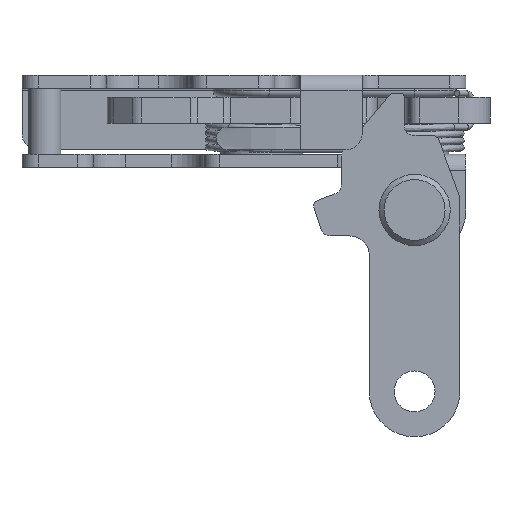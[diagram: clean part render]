
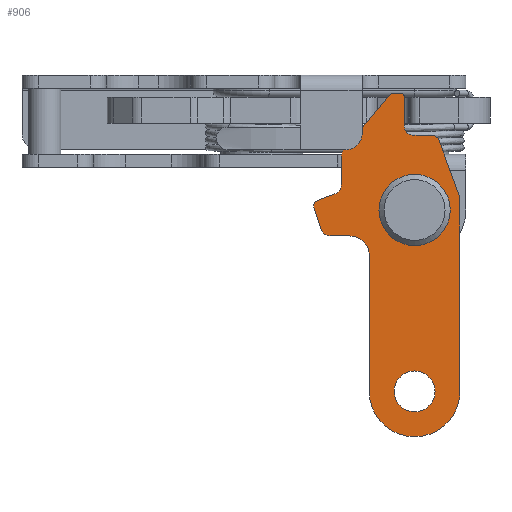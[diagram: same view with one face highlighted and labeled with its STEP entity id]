
A CAD part, front view. The second image highlights one B-rep face of the part: STEP entity #906.
In plain terms, the highlighted planar face has unit normal (0, -1, 0).
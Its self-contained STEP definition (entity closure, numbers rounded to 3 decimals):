
#906=ADVANCED_FACE('',(#1822,#1823,#1824),#1825,.T.);
#1822=FACE_OUTER_BOUND('',#3855,.T.);
#1823=FACE_BOUND('',#3856,.T.);
#1824=FACE_BOUND('',#3857,.T.);
#1825=PLANE('',#3858);
#3855=EDGE_LOOP('',(#6166,#6167,#6168,#6169,#6170,#6171,#6172,#6173,#6174,#6175,#6176,#6177,#6178,#6179,#6180,#6181,#6182,#6183,#6184,#6185,#6186,#6187));
#3856=EDGE_LOOP('',(#6188));
#3857=EDGE_LOOP('',(#6189));
#3858=AXIS2_PLACEMENT_3D('',#6190,#6191,#6192);
#6166=ORIENTED_EDGE('',*,*,#7017,.F.);
#6167=ORIENTED_EDGE('',*,*,#7088,.F.);
#6168=ORIENTED_EDGE('',*,*,#7084,.F.);
#6169=ORIENTED_EDGE('',*,*,#7080,.F.);
#6170=ORIENTED_EDGE('',*,*,#7076,.F.);
#6171=ORIENTED_EDGE('',*,*,#7072,.F.);
#6172=ORIENTED_EDGE('',*,*,#7068,.F.);
#6173=ORIENTED_EDGE('',*,*,#7064,.F.);
#6174=ORIENTED_EDGE('',*,*,#7060,.F.);
#6175=ORIENTED_EDGE('',*,*,#7056,.F.);
#6176=ORIENTED_EDGE('',*,*,#7052,.F.);
#6177=ORIENTED_EDGE('',*,*,#7048,.F.);
#6178=ORIENTED_EDGE('',*,*,#7044,.F.);
#6179=ORIENTED_EDGE('',*,*,#7040,.F.);
#6180=ORIENTED_EDGE('',*,*,#7036,.F.);
#6181=ORIENTED_EDGE('',*,*,#7032,.F.);
#6182=ORIENTED_EDGE('',*,*,#7028,.F.);
#6183=ORIENTED_EDGE('',*,*,#7024,.F.);
#6184=ORIENTED_EDGE('',*,*,#7020,.F.);
#6185=ORIENTED_EDGE('',*,*,#7008,.F.);
#6186=ORIENTED_EDGE('',*,*,#7004,.F.);
#6187=ORIENTED_EDGE('',*,*,#7013,.F.);
#6188=ORIENTED_EDGE('',*,*,#7090,.T.);
#6189=ORIENTED_EDGE('',*,*,#7093,.T.);
#6190=CARTESIAN_POINT('',(23.6,-40.,-48.8));
#6191=DIRECTION('',(0.,-1.0,0.));
#6192=DIRECTION('',(0.,0.,1.0));
#7004=EDGE_CURVE('',#8293,#8295,#8296,.T.);
#7008=EDGE_CURVE('',#8295,#8301,#8302,.T.);
#7013=EDGE_CURVE('',#8307,#8293,#8309,.T.);
#7017=EDGE_CURVE('',#8313,#8307,#8315,.T.);
#7020=EDGE_CURVE('',#8301,#8319,#8320,.T.);
#7024=EDGE_CURVE('',#8319,#8325,#8326,.T.);
#7028=EDGE_CURVE('',#8325,#8331,#8332,.T.);
#7032=EDGE_CURVE('',#8331,#8337,#8338,.T.);
#7036=EDGE_CURVE('',#8337,#8343,#8344,.T.);
#7040=EDGE_CURVE('',#8343,#8349,#8350,.T.);
#7044=EDGE_CURVE('',#8349,#8355,#8356,.T.);
#7048=EDGE_CURVE('',#8355,#8361,#8362,.T.);
#7052=EDGE_CURVE('',#8361,#8367,#8368,.T.);
#7056=EDGE_CURVE('',#8367,#8373,#8374,.T.);
#7060=EDGE_CURVE('',#8373,#8379,#8380,.T.);
#7064=EDGE_CURVE('',#8379,#8385,#8386,.T.);
#7068=EDGE_CURVE('',#8385,#8391,#8392,.T.);
#7072=EDGE_CURVE('',#8391,#8397,#8398,.T.);
#7076=EDGE_CURVE('',#8397,#8403,#8404,.T.);
#7080=EDGE_CURVE('',#8403,#8409,#8410,.T.);
#7084=EDGE_CURVE('',#8409,#8415,#8416,.T.);
#7088=EDGE_CURVE('',#8415,#8313,#8420,.T.);
#7090=EDGE_CURVE('',#8422,#8422,#8423,.T.);
#7093=EDGE_CURVE('',#8427,#8427,#8428,.T.);
#8293=VERTEX_POINT('',#10172);
#8295=VERTEX_POINT('',#10175);
#8296=CIRCLE('',#10176,3.0);
#8301=VERTEX_POINT('',#10183);
#8302=LINE('',#10184,#10185);
#8307=VERTEX_POINT('',#10192);
#8309=LINE('',#10195,#10196);
#8313=VERTEX_POINT('',#10200);
#8315=CIRCLE('',#10203,7.0);
#8319=VERTEX_POINT('',#10207);
#8320=CIRCLE('',#10208,1.5);
#8325=VERTEX_POINT('',#10215);
#8326=LINE('',#10216,#10217);
#8331=VERTEX_POINT('',#10223);
#8332=CIRCLE('',#10224,1.0);
#8337=VERTEX_POINT('',#10231);
#8338=LINE('',#10232,#10233);
#8343=VERTEX_POINT('',#10239);
#8344=CIRCLE('',#10240,1.5);
#8349=VERTEX_POINT('',#10247);
#8350=LINE('',#10248,#10249);
#8355=VERTEX_POINT('',#10255);
#8356=CIRCLE('',#10256,1.5);
#8361=VERTEX_POINT('',#10263);
#8362=LINE('',#10264,#10265);
#8367=VERTEX_POINT('',#10271);
#8368=CIRCLE('',#10272,0.5);
#8373=VERTEX_POINT('',#10279);
#8374=LINE('',#10280,#10281);
#8379=VERTEX_POINT('',#10287);
#8380=CIRCLE('',#10288,0.5);
#8385=VERTEX_POINT('',#10295);
#8386=LINE('',#10296,#10297);
#8391=VERTEX_POINT('',#10303);
#8392=CIRCLE('',#10304,1.5);
#8397=VERTEX_POINT('',#10311);
#8398=LINE('',#10312,#10313);
#8403=VERTEX_POINT('',#10319);
#8404=CIRCLE('',#10320,1.0);
#8409=VERTEX_POINT('',#10327);
#8410=LINE('',#10328,#10329);
#8415=VERTEX_POINT('',#10335);
#8416=CIRCLE('',#10336,1.0);
#8420=LINE('',#10342,#10343);
#8422=VERTEX_POINT('',#10345);
#8423=CIRCLE('',#10346,3.15);
#8427=VERTEX_POINT('',#10350);
#8428=CIRCLE('',#10351,3.5);
#10172=CARTESIAN_POINT('',(16.6,-40.,-27.8));
#10175=CARTESIAN_POINT('',(13.6,-40.0,-24.8));
#10176=AXIS2_PLACEMENT_3D('',#11411,#11412,#11413);
#10183=CARTESIAN_POINT('',(10.6,-40.0,-24.8));
#10184=CARTESIAN_POINT('',(13.6,-40.0,-24.8));
#10185=VECTOR('',#11416,1.0);
#10192=CARTESIAN_POINT('',(16.6,-40.,-48.8));
#10195=CARTESIAN_POINT('',(16.6,-40.,-48.8));
#10196=VECTOR('',#11420,1.0);
#10200=CARTESIAN_POINT('',(30.6,-40.,-48.8));
#10203=AXIS2_PLACEMENT_3D('',#11425,#11426,#11427);
#10207=CARTESIAN_POINT('',(9.177,-40.0,-23.773));
#10208=AXIS2_PLACEMENT_3D('',#11431,#11432,#11433);
#10215=CARTESIAN_POINT('',(8.094,-40.0,-20.515));
#10216=CARTESIAN_POINT('',(9.177,-40.0,-23.773));
#10217=VECTOR('',#11436,1.0);
#10223=CARTESIAN_POINT('',(8.701,-40.0,-19.26));
#10224=AXIS2_PLACEMENT_3D('',#11441,#11442,#11443);
#10231=CARTESIAN_POINT('',(11.313,-40.0,-18.31));
#10232=CARTESIAN_POINT('',(8.701,-40.0,-19.26));
#10233=VECTOR('',#11446,1.0);
#10239=CARTESIAN_POINT('',(12.3,-40.0,-16.9));
#10240=AXIS2_PLACEMENT_3D('',#11451,#11452,#11453);
#10247=CARTESIAN_POINT('',(12.3,-40.0,-12.5));
#10248=CARTESIAN_POINT('',(12.3,-40.0,-16.9));
#10249=VECTOR('',#11456,1.0);
#10255=CARTESIAN_POINT('',(12.651,-40.0,-11.536));
#10256=AXIS2_PLACEMENT_3D('',#11461,#11462,#11463);
#10263=CARTESIAN_POINT('',(19.831,-40.,-2.979));
#10264=CARTESIAN_POINT('',(12.651,-40.0,-11.536));
#10265=VECTOR('',#11466,1.0);
#10271=CARTESIAN_POINT('',(20.214,-40.,-2.8));
#10272=AXIS2_PLACEMENT_3D('',#11471,#11472,#11473);
#10279=CARTESIAN_POINT('',(21.5,-40.,-2.8));
#10280=CARTESIAN_POINT('',(20.214,-40.,-2.8));
#10281=VECTOR('',#11476,1.0);
#10287=CARTESIAN_POINT('',(22.,-40.,-3.3));
#10288=AXIS2_PLACEMENT_3D('',#11481,#11482,#11483);
#10295=CARTESIAN_POINT('',(22.,-40.,-7.8));
#10296=CARTESIAN_POINT('',(22.,-40.,-3.3));
#10297=VECTOR('',#11486,1.0);
#10303=CARTESIAN_POINT('',(23.5,-40.,-9.3));
#10304=AXIS2_PLACEMENT_3D('',#11491,#11492,#11493);
#10311=CARTESIAN_POINT('',(26.4,-40.,-9.3));
#10312=CARTESIAN_POINT('',(23.5,-40.,-9.3));
#10313=VECTOR('',#11496,1.0);
#10319=CARTESIAN_POINT('',(27.34,-40.,-9.958));
#10320=AXIS2_PLACEMENT_3D('',#11501,#11502,#11503);
#10327=CARTESIAN_POINT('',(30.54,-40.,-18.75));
#10328=CARTESIAN_POINT('',(27.34,-40.,-9.958));
#10329=VECTOR('',#11506,1.0);
#10335=CARTESIAN_POINT('',(30.6,-40.,-19.092));
#10336=AXIS2_PLACEMENT_3D('',#11511,#11512,#11513);
#10342=CARTESIAN_POINT('',(30.6,-40.,-19.092));
#10343=VECTOR('',#11516,1.0);
#10345=CARTESIAN_POINT('',(23.6,-40.,-45.65));
#10346=AXIS2_PLACEMENT_3D('',#11517,#11518,#11519);
#10350=CARTESIAN_POINT('',(23.6,-40.,-17.3));
#10351=AXIS2_PLACEMENT_3D('',#11523,#11524,#11525);
#11411=CARTESIAN_POINT('',(13.6,-40.0,-27.8));
#11412=DIRECTION('',(0.,-1.0,0.));
#11413=DIRECTION('',(0.,0.,1.0));
#11416=DIRECTION('',(-1.0,0.,0.));
#11420=DIRECTION('',(0.,0.,1.0));
#11425=CARTESIAN_POINT('',(23.6,-40.,-48.8));
#11426=DIRECTION('',(0.,1.0,0.));
#11427=DIRECTION('',(0.,0.,1.0));
#11431=CARTESIAN_POINT('',(10.6,-40.0,-23.3));
#11432=DIRECTION('',(0.,1.0,0.));
#11433=DIRECTION('',(0.,0.,1.0));
#11436=DIRECTION('',(-0.315,0.,0.949));
#11441=CARTESIAN_POINT('',(9.043,-40.0,-20.2));
#11442=DIRECTION('',(0.,1.0,0.));
#11443=DIRECTION('',(0.,0.,1.0));
#11446=DIRECTION('',(0.94,0.,0.342));
#11451=CARTESIAN_POINT('',(10.8,-40.0,-16.9));
#11452=DIRECTION('',(0.,-1.0,0.));
#11453=DIRECTION('',(0.,0.,1.0));
#11456=DIRECTION('',(0.,0.,1.0));
#11461=CARTESIAN_POINT('',(13.8,-40.,-12.5));
#11462=DIRECTION('',(0.,1.0,0.));
#11463=DIRECTION('',(0.,0.,1.0));
#11466=DIRECTION('',(0.643,0.,0.766));
#11471=CARTESIAN_POINT('',(20.214,-40.,-3.3));
#11472=DIRECTION('',(0.,1.0,0.));
#11473=DIRECTION('',(0.,0.,1.0));
#11476=DIRECTION('',(1.0,0.,0.));
#11481=CARTESIAN_POINT('',(21.5,-40.,-3.3));
#11482=DIRECTION('',(0.,1.0,0.));
#11483=DIRECTION('',(0.,0.,1.0));
#11486=DIRECTION('',(0.,0.,-1.0));
#11491=CARTESIAN_POINT('',(23.5,-40.,-7.8));
#11492=DIRECTION('',(0.,-1.0,0.));
#11493=DIRECTION('',(0.,0.,1.0));
#11496=DIRECTION('',(1.0,0.,0.));
#11501=CARTESIAN_POINT('',(26.4,-40.,-10.3));
#11502=DIRECTION('',(0.,1.0,0.));
#11503=DIRECTION('',(0.,0.,1.0));
#11506=DIRECTION('',(0.342,0.,-0.94));
#11511=CARTESIAN_POINT('',(29.6,-40.,-19.092));
#11512=DIRECTION('',(0.,1.0,0.));
#11513=DIRECTION('',(0.,0.,1.0));
#11516=DIRECTION('',(0.,0.,-1.0));
#11517=CARTESIAN_POINT('',(23.6,-40.,-48.8));
#11518=DIRECTION('',(0.,1.0,0.));
#11519=DIRECTION('',(0.,0.,1.0));
#11523=CARTESIAN_POINT('',(23.6,-40.,-20.8));
#11524=DIRECTION('',(0.,1.0,0.));
#11525=DIRECTION('',(0.,0.,1.0));
